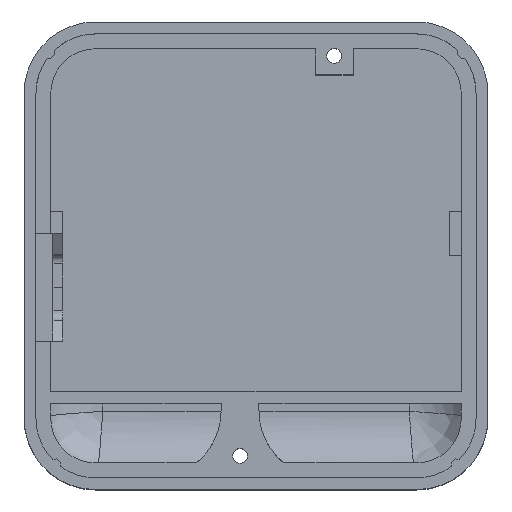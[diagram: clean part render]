
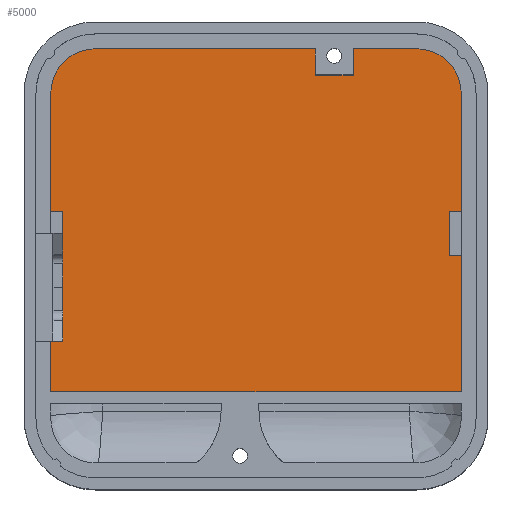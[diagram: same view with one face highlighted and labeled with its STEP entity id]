
A CAD part, top view. The second image highlights one B-rep face of the part: STEP entity #5000.
In plain terms, the highlighted planar face has unit normal (0, 0, 1).
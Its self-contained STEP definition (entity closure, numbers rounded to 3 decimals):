
#3226 = VERTEX_POINT('',#3227);
#3227 = CARTESIAN_POINT('',(-29.65,-21.35,4.8));
#3233 = EDGE_CURVE('',#3226,#3234,#3236,.T.);
#3234 = VERTEX_POINT('',#3235);
#3235 = CARTESIAN_POINT('',(29.65,-21.35,4.8));
#3236 = LINE('',#3237,#3238);
#3237 = CARTESIAN_POINT('',(-29.65,-21.35,4.8));
#3238 = VECTOR('',#3239,1.);
#3239 = DIRECTION('',(1.,0.,0.));
#3546 = VERTEX_POINT('',#3547);
#3547 = CARTESIAN_POINT('',(13.1,26.85,4.8));
#3553 = EDGE_CURVE('',#3546,#3554,#3556,.T.);
#3554 = VERTEX_POINT('',#3555);
#3555 = CARTESIAN_POINT('',(13.1,21.35,4.8));
#3556 = LINE('',#3557,#3558);
#3557 = CARTESIAN_POINT('',(13.1,26.85,4.8));
#3558 = VECTOR('',#3559,1.);
#3559 = DIRECTION('',(0.,-1.,0.));
#3578 = VERTEX_POINT('',#3579);
#3579 = CARTESIAN_POINT('',(8.,21.35,4.8));
#3585 = EDGE_CURVE('',#3578,#3554,#3586,.T.);
#3586 = LINE('',#3587,#3588);
#3587 = CARTESIAN_POINT('',(8.,21.35,4.8));
#3588 = VECTOR('',#3589,1.);
#3589 = DIRECTION('',(1.,0.,0.));
#3611 = EDGE_CURVE('',#3612,#3578,#3614,.T.);
#3612 = VERTEX_POINT('',#3613);
#3613 = CARTESIAN_POINT('',(8.,26.85,4.8));
#3614 = LINE('',#3615,#3616);
#3615 = CARTESIAN_POINT('',(8.,26.85,4.8));
#3616 = VECTOR('',#3617,1.);
#3617 = DIRECTION('',(0.,-1.,0.));
#4393 = EDGE_CURVE('',#4394,#4396,#4398,.T.);
#4394 = VERTEX_POINT('',#4395);
#4395 = CARTESIAN_POINT('',(-29.65,18.85,4.8));
#4396 = VERTEX_POINT('',#4397);
#4397 = CARTESIAN_POINT('',(-29.65,3.,4.8));
#4398 = LINE('',#4399,#4400);
#4399 = CARTESIAN_POINT('',(-29.65,7.9,4.8));
#4400 = VECTOR('',#4401,1.);
#4401 = DIRECTION('',(0.,-1.,0.));
#4415 = EDGE_CURVE('',#4416,#3226,#4418,.T.);
#4416 = VERTEX_POINT('',#4417);
#4417 = CARTESIAN_POINT('',(-29.65,-3.,4.8));
#4418 = LINE('',#4419,#4420);
#4419 = CARTESIAN_POINT('',(-29.65,7.9,4.8));
#4420 = VECTOR('',#4421,1.);
#4421 = DIRECTION('',(0.,-1.,0.));
#5000 = ADVANCED_FACE('',(#5001),#5101,.T.);
#5001 = FACE_BOUND('',#5002,.T.);
#5002 = EDGE_LOOP('',(#5003,#5012,#5013,#5021,#5029,#5035,#5036,#5037,
    #5045,#5053,#5061,#5069,#5077,#5086,#5092,#5093,#5094,#5095));
#5003 = ORIENTED_EDGE('',*,*,#5004,.F.);
#5004 = EDGE_CURVE('',#4394,#5005,#5007,.T.);
#5005 = VERTEX_POINT('',#5006);
#5006 = CARTESIAN_POINT('',(-21.65,26.85,4.8));
#5007 = CIRCLE('',#5008,8.);
#5008 = AXIS2_PLACEMENT_3D('',#5009,#5010,#5011);
#5009 = CARTESIAN_POINT('',(-21.65,18.85,4.8));
#5010 = DIRECTION('',(0.,0.,-1.));
#5011 = DIRECTION('',(1.,0.,0.));
#5012 = ORIENTED_EDGE('',*,*,#4393,.T.);
#5013 = ORIENTED_EDGE('',*,*,#5014,.F.);
#5014 = EDGE_CURVE('',#5015,#4396,#5017,.T.);
#5015 = VERTEX_POINT('',#5016);
#5016 = CARTESIAN_POINT('',(-26.1,3.,4.8));
#5017 = LINE('',#5018,#5019);
#5018 = CARTESIAN_POINT('',(-26.1,3.,4.8));
#5019 = VECTOR('',#5020,1.);
#5020 = DIRECTION('',(-1.,0.,0.));
#5021 = ORIENTED_EDGE('',*,*,#5022,.F.);
#5022 = EDGE_CURVE('',#5023,#5015,#5025,.T.);
#5023 = VERTEX_POINT('',#5024);
#5024 = CARTESIAN_POINT('',(-26.1,-3.,4.8));
#5025 = LINE('',#5026,#5027);
#5026 = CARTESIAN_POINT('',(-26.1,-3.,4.8));
#5027 = VECTOR('',#5028,1.);
#5028 = DIRECTION('',(0.,1.,0.));
#5029 = ORIENTED_EDGE('',*,*,#5030,.F.);
#5030 = EDGE_CURVE('',#4416,#5023,#5031,.T.);
#5031 = LINE('',#5032,#5033);
#5032 = CARTESIAN_POINT('',(-29.65,-3.,4.8));
#5033 = VECTOR('',#5034,1.);
#5034 = DIRECTION('',(1.,0.,0.));
#5035 = ORIENTED_EDGE('',*,*,#4415,.T.);
#5036 = ORIENTED_EDGE('',*,*,#3233,.T.);
#5037 = ORIENTED_EDGE('',*,*,#5038,.T.);
#5038 = EDGE_CURVE('',#3234,#5039,#5041,.T.);
#5039 = VERTEX_POINT('',#5040);
#5040 = CARTESIAN_POINT('',(29.65,-3.,4.8));
#5041 = LINE('',#5042,#5043);
#5042 = CARTESIAN_POINT('',(29.65,-14.,4.8));
#5043 = VECTOR('',#5044,1.);
#5044 = DIRECTION('',(0.,1.,0.));
#5045 = ORIENTED_EDGE('',*,*,#5046,.F.);
#5046 = EDGE_CURVE('',#5047,#5039,#5049,.T.);
#5047 = VERTEX_POINT('',#5048);
#5048 = CARTESIAN_POINT('',(26.1,-3.,4.8));
#5049 = LINE('',#5050,#5051);
#5050 = CARTESIAN_POINT('',(26.1,-3.,4.8));
#5051 = VECTOR('',#5052,1.);
#5052 = DIRECTION('',(1.,0.,0.));
#5053 = ORIENTED_EDGE('',*,*,#5054,.F.);
#5054 = EDGE_CURVE('',#5055,#5047,#5057,.T.);
#5055 = VERTEX_POINT('',#5056);
#5056 = CARTESIAN_POINT('',(26.1,3.,4.8));
#5057 = LINE('',#5058,#5059);
#5058 = CARTESIAN_POINT('',(26.1,3.,4.8));
#5059 = VECTOR('',#5060,1.);
#5060 = DIRECTION('',(0.,-1.,0.));
#5061 = ORIENTED_EDGE('',*,*,#5062,.F.);
#5062 = EDGE_CURVE('',#5063,#5055,#5065,.T.);
#5063 = VERTEX_POINT('',#5064);
#5064 = CARTESIAN_POINT('',(29.65,3.,4.8));
#5065 = LINE('',#5066,#5067);
#5066 = CARTESIAN_POINT('',(29.65,3.,4.8));
#5067 = VECTOR('',#5068,1.);
#5068 = DIRECTION('',(-1.,0.,0.));
#5069 = ORIENTED_EDGE('',*,*,#5070,.T.);
#5070 = EDGE_CURVE('',#5063,#5071,#5073,.T.);
#5071 = VERTEX_POINT('',#5072);
#5072 = CARTESIAN_POINT('',(29.65,18.85,4.8));
#5073 = LINE('',#5074,#5075);
#5074 = CARTESIAN_POINT('',(29.65,-14.,4.8));
#5075 = VECTOR('',#5076,1.);
#5076 = DIRECTION('',(0.,1.,0.));
#5077 = ORIENTED_EDGE('',*,*,#5078,.F.);
#5078 = EDGE_CURVE('',#5079,#5071,#5081,.T.);
#5079 = VERTEX_POINT('',#5080);
#5080 = CARTESIAN_POINT('',(21.65,26.85,4.8));
#5081 = CIRCLE('',#5082,8.);
#5082 = AXIS2_PLACEMENT_3D('',#5083,#5084,#5085);
#5083 = CARTESIAN_POINT('',(21.65,18.85,4.8));
#5084 = DIRECTION('',(0.,0.,-1.));
#5085 = DIRECTION('',(1.,0.,0.));
#5086 = ORIENTED_EDGE('',*,*,#5087,.T.);
#5087 = EDGE_CURVE('',#5079,#3546,#5088,.T.);
#5088 = LINE('',#5089,#5090);
#5089 = CARTESIAN_POINT('',(10.825,26.85,4.8));
#5090 = VECTOR('',#5091,1.);
#5091 = DIRECTION('',(-1.,0.,0.));
#5092 = ORIENTED_EDGE('',*,*,#3553,.T.);
#5093 = ORIENTED_EDGE('',*,*,#3585,.F.);
#5094 = ORIENTED_EDGE('',*,*,#3611,.F.);
#5095 = ORIENTED_EDGE('',*,*,#5096,.T.);
#5096 = EDGE_CURVE('',#3612,#5005,#5097,.T.);
#5097 = LINE('',#5098,#5099);
#5098 = CARTESIAN_POINT('',(10.825,26.85,4.8));
#5099 = VECTOR('',#5100,1.);
#5100 = DIRECTION('',(-1.,0.,0.));
#5101 = PLANE('',#5102);
#5102 = AXIS2_PLACEMENT_3D('',#5103,#5104,#5105);
#5103 = CARTESIAN_POINT('',(0.,-3.05,4.8));
#5104 = DIRECTION('',(0.,0.,1.));
#5105 = DIRECTION('',(1.,0.,0.));
